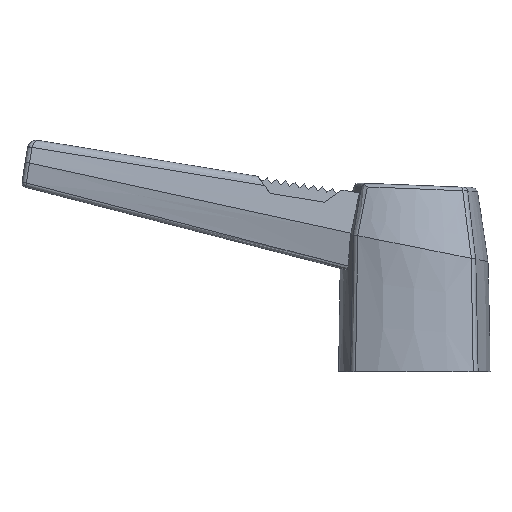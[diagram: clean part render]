
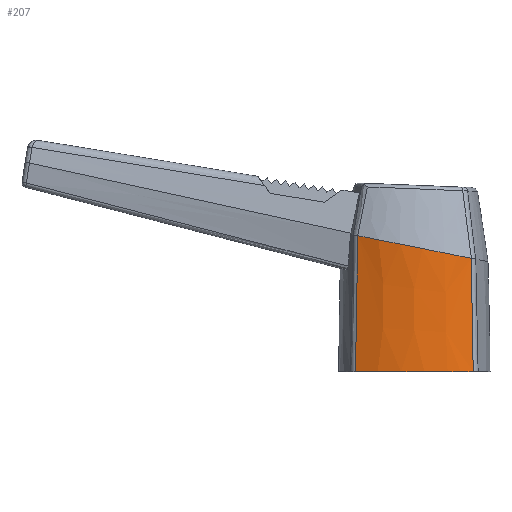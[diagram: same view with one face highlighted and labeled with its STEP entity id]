
A CAD part, front view. The second image highlights one B-rep face of the part: STEP entity #207.
In plain terms, the highlighted free-form (B-spline) face has degree [3, 3] with [10, 4] control points.
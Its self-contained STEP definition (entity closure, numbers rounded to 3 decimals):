
#207 = ADVANCED_FACE( '', ( #460 ), #461, .T. );
#460 = FACE_OUTER_BOUND( '', #1966, .T. );
#461 = B_SPLINE_SURFACE_WITH_KNOTS( '', 3, 3, ( ( #1967, #1968, #1969, #1970 ), ( #1971, #1972, #1973, #1974 ), ( #1975, #1976, #1977, #1978 ), ( #1979, #1980, #1981, #1982 ), ( #1983, #1984, #1985, #1986 ), ( #1987, #1988, #1989, #1990 ), ( #1991, #1992, #1993, #1994 ), ( #1995, #1996, #1997, #1998 ), ( #1999, #2000, #2001, #2002 ), ( #2003, #2004, #2005, #2006 ) ), .UNSPECIFIED., .F., .F., .F., ( 4, 2, 2, 2, 4 ), ( 4, 4 ), ( 0., 0.25, 0.5, 0.75, 1. ), ( 0., 1. ), .UNSPECIFIED. );
#1966 = EDGE_LOOP( '', ( #3429, #3430, #3431, #3432 ) );
#1967 = CARTESIAN_POINT( '', ( -6.645, -6.719, 0. ) );
#1968 = CARTESIAN_POINT( '', ( -6.551, -6.694, 4.861 ) );
#1969 = CARTESIAN_POINT( '', ( -6.458, -6.669, 9.722 ) );
#1970 = CARTESIAN_POINT( '', ( -6.364, -6.643, 14.583 ) );
#1971 = CARTESIAN_POINT( '', ( -5.609, -7.202, 0. ) );
#1972 = CARTESIAN_POINT( '', ( -5.532, -7.184, 4.796 ) );
#1973 = CARTESIAN_POINT( '', ( -5.455, -7.167, 9.591 ) );
#1974 = CARTESIAN_POINT( '', ( -5.379, -7.15, 14.387 ) );
#1975 = CARTESIAN_POINT( '', ( -4.519, -7.571, 0. ) );
#1976 = CARTESIAN_POINT( '', ( -4.458, -7.56, 4.726 ) );
#1977 = CARTESIAN_POINT( '', ( -4.397, -7.549, 9.453 ) );
#1978 = CARTESIAN_POINT( '', ( -4.335, -7.538, 14.179 ) );
#1979 = CARTESIAN_POINT( '', ( -2.287, -8.065, 0. ) );
#1980 = CARTESIAN_POINT( '', ( -2.254, -8.063, 4.584 ) );
#1981 = CARTESIAN_POINT( '', ( -2.221, -8.06, 9.167 ) );
#1982 = CARTESIAN_POINT( '', ( -2.188, -8.058, 13.751 ) );
#1983 = CARTESIAN_POINT( '', ( -1.143, -8.19, 0. ) );
#1984 = CARTESIAN_POINT( '', ( -1.124, -8.19, 4.51 ) );
#1985 = CARTESIAN_POINT( '', ( -1.104, -8.19, 9.021 ) );
#1986 = CARTESIAN_POINT( '', ( -1.085, -8.19, 13.531 ) );
#1987 = CARTESIAN_POINT( '', ( 1.143, -8.19, 0. ) );
#1988 = CARTESIAN_POINT( '', ( 1.136, -8.19, 4.364 ) );
#1989 = CARTESIAN_POINT( '', ( 1.129, -8.19, 8.727 ) );
#1990 = CARTESIAN_POINT( '', ( 1.122, -8.19, 13.091 ) );
#1991 = CARTESIAN_POINT( '', ( 2.287, -8.065, 0. ) );
#1992 = CARTESIAN_POINT( '', ( 2.266, -8.063, 4.29 ) );
#1993 = CARTESIAN_POINT( '', ( 2.246, -8.06, 8.581 ) );
#1994 = CARTESIAN_POINT( '', ( 2.225, -8.058, 12.871 ) );
#1995 = CARTESIAN_POINT( '', ( 4.519, -7.571, 0. ) );
#1996 = CARTESIAN_POINT( '', ( 4.47, -7.56, 4.148 ) );
#1997 = CARTESIAN_POINT( '', ( 4.421, -7.549, 8.295 ) );
#1998 = CARTESIAN_POINT( '', ( 4.372, -7.538, 12.443 ) );
#1999 = CARTESIAN_POINT( '', ( 5.609, -7.202, 0. ) );
#2000 = CARTESIAN_POINT( '', ( 5.544, -7.184, 4.078 ) );
#2001 = CARTESIAN_POINT( '', ( 5.48, -7.167, 8.157 ) );
#2002 = CARTESIAN_POINT( '', ( 5.415, -7.15, 12.235 ) );
#2003 = CARTESIAN_POINT( '', ( 6.645, -6.719, 0. ) );
#2004 = CARTESIAN_POINT( '', ( 6.564, -6.694, 4.013 ) );
#2005 = CARTESIAN_POINT( '', ( 6.482, -6.669, 8.026 ) );
#2006 = CARTESIAN_POINT( '', ( 6.401, -6.643, 12.039 ) );
#3429 = ORIENTED_EDGE( '', *, *, #4047, .F. );
#3430 = ORIENTED_EDGE( '', *, *, #4001, .T. );
#3431 = ORIENTED_EDGE( '', *, *, #3835, .T. );
#3432 = ORIENTED_EDGE( '', *, *, #3917, .T. );
#3835 = EDGE_CURVE( '', #4182, #4180, #4183, .T. );
#3917 = EDGE_CURVE( '', #4180, #4321, #4323, .T. );
#4001 = EDGE_CURVE( '', #4326, #4182, #4458, .T. );
#4047 = EDGE_CURVE( '', #4326, #4321, #4525, .T. );
#4180 = VERTEX_POINT( '', #4753 );
#4182 = VERTEX_POINT( '', #4769 );
#4183 = B_SPLINE_CURVE_WITH_KNOTS( '', 3, ( #4770, #4771, #4772, #4773, #4774, #4775, #4776, #4777, #4778, #4779 ), .UNSPECIFIED., .F., .F., ( 4, 2, 2, 2, 4 ), ( 0.029, 0.25, 0.5, 0.75, 0.971 ), .UNSPECIFIED. );
#4321 = VERTEX_POINT( '', #5538 );
#4323 = B_SPLINE_CURVE_WITH_KNOTS( '', 3, ( #5543, #5544, #5545, #5546 ), .UNSPECIFIED., .F., .F., ( 4, 4 ), ( 0., 0.012 ), .UNSPECIFIED. );
#4326 = VERTEX_POINT( '', #5549 );
#4458 = B_SPLINE_CURVE_WITH_KNOTS( '', 3, ( #5882, #5883, #5884, #5885 ), .UNSPECIFIED., .F., .F., ( 4, 4 ), ( 0., 0.015 ), .UNSPECIFIED. );
#4525 = B_SPLINE_CURVE_WITH_KNOTS( '', 3, ( #6233, #6234, #6235, #6236, #6237, #6238, #6239, #6240, #6241, #6242, #6243, #6244, #6245, #6246, #6247, #6248, #6249, #6250, #6251, #6252 ), .UNSPECIFIED., .F., .F., ( 4, 2, 2, 2, 2, 2, 2, 2, 2, 4 ), ( 0.027, 0.125, 0.25, 0.375, 0.5, 0.5, 0.625, 0.75, 0.875, 0.972 ), .UNSPECIFIED. );
#4753 = CARTESIAN_POINT( '', ( 6.283, -6.882, 0. ) );
#4769 = CARTESIAN_POINT( '', ( -6.283, -6.882, 0. ) );
#4770 = CARTESIAN_POINT( '', ( -6.283, -6.882, 0. ) );
#4771 = CARTESIAN_POINT( '', ( -5.356, -7.285, 0. ) );
#4772 = CARTESIAN_POINT( '', ( -4.39, -7.599, 0. ) );
#4773 = CARTESIAN_POINT( '', ( -2.287, -8.065, 0. ) );
#4774 = CARTESIAN_POINT( '', ( -1.143, -8.19, 0. ) );
#4775 = CARTESIAN_POINT( '', ( 1.143, -8.19, 0. ) );
#4776 = CARTESIAN_POINT( '', ( 2.287, -8.065, 0. ) );
#4777 = CARTESIAN_POINT( '', ( 4.39, -7.599, 0. ) );
#4778 = CARTESIAN_POINT( '', ( 5.356, -7.285, 0. ) );
#4779 = CARTESIAN_POINT( '', ( 6.283, -6.882, 0. ) );
#5538 = CARTESIAN_POINT( '', ( 6.072, -6.807, 12.104 ) );
#5543 = CARTESIAN_POINT( '', ( 6.283, -6.882, 0. ) );
#5544 = CARTESIAN_POINT( '', ( 6.213, -6.857, 4.035 ) );
#5545 = CARTESIAN_POINT( '', ( 6.142, -6.832, 8.07 ) );
#5546 = CARTESIAN_POINT( '', ( 6.072, -6.807, 12.104 ) );
#5549 = CARTESIAN_POINT( '', ( -6.037, -6.806, 14.518 ) );
#5882 = CARTESIAN_POINT( '', ( -6.036, -6.806, 14.518 ) );
#5883 = CARTESIAN_POINT( '', ( -6.118, -6.832, 9.679 ) );
#5884 = CARTESIAN_POINT( '', ( -6.201, -6.857, 4.839 ) );
#5885 = CARTESIAN_POINT( '', ( -6.283, -6.882, 0. ) );
#6233 = CARTESIAN_POINT( '', ( -6.037, -6.806, 14.518 ) );
#6234 = CARTESIAN_POINT( '', ( -5.648, -6.994, 14.441 ) );
#6235 = CARTESIAN_POINT( '', ( -5.251, -7.162, 14.361 ) );
#6236 = CARTESIAN_POINT( '', ( -4.327, -7.506, 14.177 ) );
#6237 = CARTESIAN_POINT( '', ( -3.799, -7.668, 14.072 ) );
#6238 = CARTESIAN_POINT( '', ( -2.724, -7.928, 13.858 ) );
#6239 = CARTESIAN_POINT( '', ( -2.181, -8.026, 13.75 ) );
#6240 = CARTESIAN_POINT( '', ( -1.084, -8.157, 13.531 ) );
#6241 = CARTESIAN_POINT( '', ( -0.534, -8.19, 13.421 ) );
#6242 = CARTESIAN_POINT( '', ( 0.018, -8.19, 13.311 ) );
#6243 = CARTESIAN_POINT( '', ( 0.018, -8.19, 13.311 ) );
#6244 = CARTESIAN_POINT( '', ( 0.571, -8.19, 13.201 ) );
#6245 = CARTESIAN_POINT( '', ( 1.121, -8.157, 13.091 ) );
#6246 = CARTESIAN_POINT( '', ( 2.218, -8.026, 12.873 ) );
#6247 = CARTESIAN_POINT( '', ( 2.761, -7.928, 12.764 ) );
#6248 = CARTESIAN_POINT( '', ( 3.836, -7.668, 12.55 ) );
#6249 = CARTESIAN_POINT( '', ( 4.364, -7.506, 12.445 ) );
#6250 = CARTESIAN_POINT( '', ( 5.287, -7.163, 12.261 ) );
#6251 = CARTESIAN_POINT( '', ( 5.683, -6.994, 12.182 ) );
#6252 = CARTESIAN_POINT( '', ( 6.072, -6.807, 12.104 ) );
